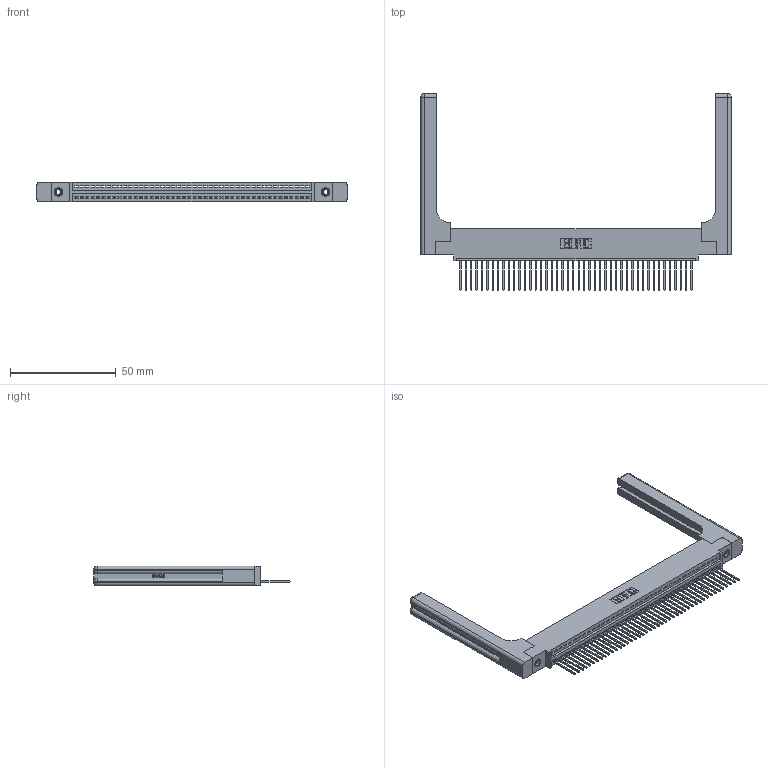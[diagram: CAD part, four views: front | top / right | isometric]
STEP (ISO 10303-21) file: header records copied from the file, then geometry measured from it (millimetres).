
FILE_DESCRIPTION (( 'STEP AP203' ), '1' );
FILE_NAME ('345-044-540-458.STEP', '2019-10-08T19:16:49', ( '' ), ( '' ), 'SwSTEP 2.0', 'SolidWorks 2016', '' );
FILE_SCHEMA (( 'CONFIG_CONTROL_DESIGN' ));
Length unit declared in the file: inch
Products named in the file (5): 345 Part_0.110 Offset - 0.156 Dia-TH; 345-250-001_345-250-001-102; 345-220-058_345-220-058; 345-044-540-458; 345-292-001_345-293-140
Assembly tree (49 placements, depth 2):
  345-044-540-458
    345 Part_0.110 Offset - 0.156 Dia-TH
    345-292-001_345-293-140  x44
    345-250-001_345-250-001-102  x2
    345-220-058_345-220-058  x2
Bounding box: 146.79 x 92.89 x 9.4 mm (x, y, z)
Volume: 22449.5 mm3; surface area: 24374.4 mm2
Topology: 49 solids, 49 shells, 2938 faces, 8763 edges, 5762 vertices
Faces by surface type: plane 1992, cylinder 886, bspline 36, cone 12, sphere 8, torus 4
Entity records: 38178 total; most frequent: CARTESIAN_POINT 7585, ORIENTED_EDGE 6360, DIRECTION 5568, EDGE_CURVE 3180, VECTOR 2780, LINE 2780, VERTEX_POINT 2110, AXIS2_PLACEMENT_3D 1394
